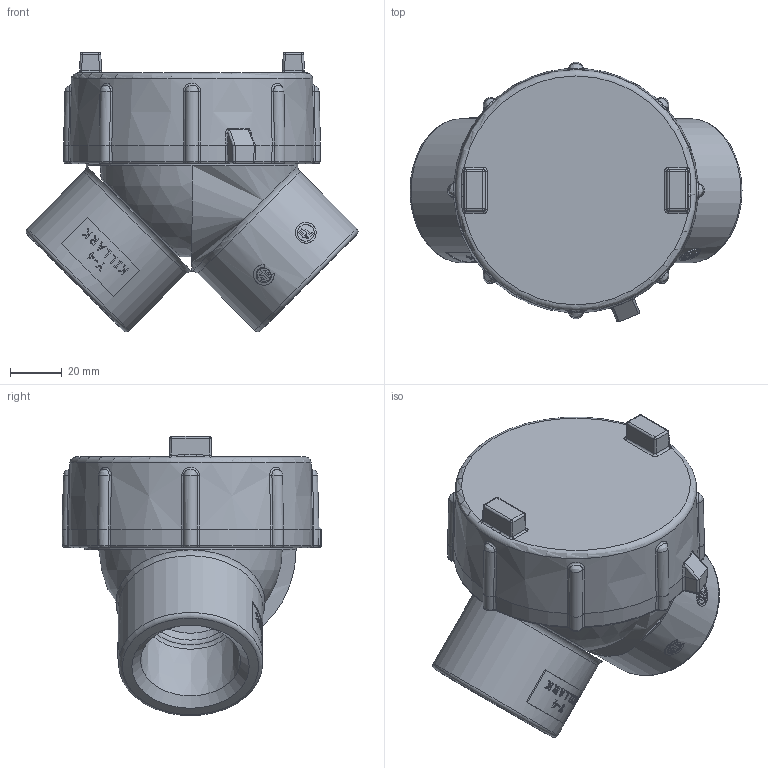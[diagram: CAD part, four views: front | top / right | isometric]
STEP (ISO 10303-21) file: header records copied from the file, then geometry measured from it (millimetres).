
FILE_DESCRIPTION(/* description */ (''),/* implementation_level */ '2;1');
FILE_NAME(/* name */ 'KIL_Y-4.stp',/* time_stamp */ '2021-03-16T13:16:50+06:00',/* author */ ('kr'),/* organization */ (''),/* preprocessor_version */ 'ST-DEVELOPER v18',/* originating_system */ 'Autodesk Inventor 2020',/* authorisation */ '');
FILE_SCHEMA (('AUTOMOTIVE_DESIGN { 1 0 10303 214 3 1 1 }'));
Length unit declared in the file: inch
Products named in the file (3): Y-4; 18241-1; 03976-2-override
Assembly tree (2 placements, depth 2):
  Y-4
    18241-1
    03976-2-override
Bounding box: 127.89 x 100.09 x 107.6 mm (x, y, z)
Volume: 264072.2 mm3; surface area: 75571.3 mm2
Topology: 2 solids, 2 shells, 617 faces, 1572 edges, 1008 vertices
Faces by surface type: plane 292, cylinder 137, bspline 132, torus 25, cone 19, sphere 12
Full cylindrical faces by diameter (mm): 0.738 x1, 0.881 x1, 6.469 x1, 7.938 x1, 33.884 x2, 55.562 x2, 64.294 x1, 70.644 x1, 78.999 x1, 81.356 x1
Entity records: 26151 total; most frequent: CARTESIAN_POINT 11359, ORIENTED_EDGE 3132, DIRECTION 2945, EDGE_CURVE 1566, AXIS2_PLACEMENT_3D 1134, VERTEX_POINT 1006, LINE 677, VECTOR 677
